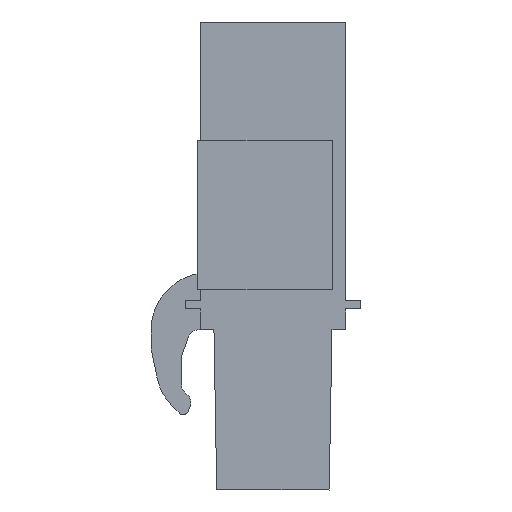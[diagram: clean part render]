
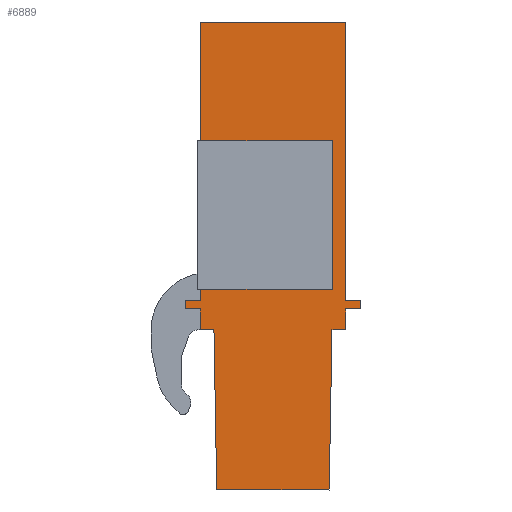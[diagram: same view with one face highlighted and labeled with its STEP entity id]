
A CAD part, left-side view. The second image highlights one B-rep face of the part: STEP entity #6889.
In plain terms, the highlighted planar face has unit normal (-1, 0, 0).
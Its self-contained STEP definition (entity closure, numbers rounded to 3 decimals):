
#6806=AXIS2_PLACEMENT_3D('Plane Axis2P3D',#6803,#6804,#6805) ;
#56=CARTESIAN_POINT('Vertex',(1.,0.8,24.55)) ;
#59=CARTESIAN_POINT('Line Origine',(1.,0.8,17.25)) ;
#63=CARTESIAN_POINT('Vertex',(1.,0.8,9.95)) ;
#6207=CARTESIAN_POINT('Vertex',(1.,1.66,0.)) ;
#6210=CARTESIAN_POINT('Line Origine',(1.,4.61,0.)) ;
#6214=CARTESIAN_POINT('Vertex',(1.,7.56,0.)) ;
#6274=CARTESIAN_POINT('Line Origine',(1.,7.633,4.2)) ;
#6278=CARTESIAN_POINT('Vertex',(1.,7.707,8.4)) ;
#6298=CARTESIAN_POINT('Line Origine',(1.,8.063,8.4)) ;
#6302=CARTESIAN_POINT('Vertex',(1.,8.42,8.4)) ;
#6386=CARTESIAN_POINT('Line Origine',(1.,8.42,8.95)) ;
#6390=CARTESIAN_POINT('Vertex',(1.,8.42,9.5)) ;
#6462=CARTESIAN_POINT('Line Origine',(1.,8.82,9.5)) ;
#6466=CARTESIAN_POINT('Vertex',(1.,9.22,9.5)) ;
#6538=CARTESIAN_POINT('Line Origine',(1.,9.22,9.725)) ;
#6542=CARTESIAN_POINT('Vertex',(1.,9.22,9.95)) ;
#6613=CARTESIAN_POINT('Vertex',(1.,0.,9.5)) ;
#6616=CARTESIAN_POINT('Line Origine',(1.,0.4,9.5)) ;
#6620=CARTESIAN_POINT('Vertex',(1.,0.8,9.5)) ;
#6635=CARTESIAN_POINT('Line Origine',(1.,0.8,8.95)) ;
#6639=CARTESIAN_POINT('Vertex',(1.,0.8,8.4)) ;
#6654=CARTESIAN_POINT('Line Origine',(1.,1.157,8.4)) ;
#6658=CARTESIAN_POINT('Vertex',(1.,1.513,8.4)) ;
#6678=CARTESIAN_POINT('Line Origine',(1.,1.587,4.2)) ;
#6803=CARTESIAN_POINT('Axis2P3D Location',(1.,0.,0.)) ;
#6808=CARTESIAN_POINT('Line Origine',(1.,8.42,10.488)) ;
#6812=CARTESIAN_POINT('Vertex',(1.,8.42,11.025)) ;
#6814=CARTESIAN_POINT('Vertex',(1.,8.42,9.95)) ;
#6817=CARTESIAN_POINT('Line Origine',(1.,8.82,9.95)) ;
#6822=CARTESIAN_POINT('Line Origine',(1.,0.,9.725)) ;
#6826=CARTESIAN_POINT('Vertex',(1.,0.,9.95)) ;
#6829=CARTESIAN_POINT('Line Origine',(1.,0.4,9.95)) ;
#6834=CARTESIAN_POINT('Line Origine',(1.,4.61,24.55)) ;
#6838=CARTESIAN_POINT('Vertex',(1.,8.42,24.55)) ;
#6841=CARTESIAN_POINT('Line Origine',(1.,8.42,21.188)) ;
#6845=CARTESIAN_POINT('Vertex',(1.,8.42,17.825)) ;
#6848=CARTESIAN_POINT('Line Origine',(1.,4.96,17.825)) ;
#6852=CARTESIAN_POINT('Vertex',(1.,1.5,17.825)) ;
#6855=CARTESIAN_POINT('Line Origine',(1.,1.5,14.425)) ;
#6859=CARTESIAN_POINT('Vertex',(1.,1.5,11.025)) ;
#6862=CARTESIAN_POINT('Line Origine',(1.,4.96,11.025)) ;
#60=DIRECTION('Vector Direction',(0.,0.,-1.)) ;
#6211=DIRECTION('Vector Direction',(0.,1.,0.)) ;
#6275=DIRECTION('Vector Direction',(0.,0.017,1.)) ;
#6299=DIRECTION('Vector Direction',(0.,1.,0.)) ;
#6387=DIRECTION('Vector Direction',(0.,0.,1.)) ;
#6463=DIRECTION('Vector Direction',(0.,1.,0.)) ;
#6539=DIRECTION('Vector Direction',(0.,0.,1.)) ;
#6617=DIRECTION('Vector Direction',(0.,1.,0.)) ;
#6636=DIRECTION('Vector Direction',(0.,0.,-1.)) ;
#6655=DIRECTION('Vector Direction',(0.,1.,0.)) ;
#6679=DIRECTION('Vector Direction',(0.,0.017,-1.)) ;
#6804=DIRECTION('Axis2P3D Direction',(-1.,0.,0.)) ;
#6805=DIRECTION('Axis2P3D XDirection',(0.,0.,1.)) ;
#6809=DIRECTION('Vector Direction',(0.,0.,1.)) ;
#6818=DIRECTION('Vector Direction',(0.,-1.,0.)) ;
#6823=DIRECTION('Vector Direction',(0.,0.,-1.)) ;
#6830=DIRECTION('Vector Direction',(0.,-1.,0.)) ;
#6835=DIRECTION('Vector Direction',(0.,-1.,0.)) ;
#6842=DIRECTION('Vector Direction',(0.,0.,1.)) ;
#6849=DIRECTION('Vector Direction',(0.,1.,0.)) ;
#6856=DIRECTION('Vector Direction',(0.,0.,-1.)) ;
#6863=DIRECTION('Vector Direction',(0.,1.,0.)) ;
#61=VECTOR('Line Direction',#60,1.) ;
#6212=VECTOR('Line Direction',#6211,1.) ;
#6276=VECTOR('Line Direction',#6275,1.) ;
#6300=VECTOR('Line Direction',#6299,1.) ;
#6388=VECTOR('Line Direction',#6387,1.) ;
#6464=VECTOR('Line Direction',#6463,1.) ;
#6540=VECTOR('Line Direction',#6539,1.) ;
#6618=VECTOR('Line Direction',#6617,1.) ;
#6637=VECTOR('Line Direction',#6636,1.) ;
#6656=VECTOR('Line Direction',#6655,1.) ;
#6680=VECTOR('Line Direction',#6679,1.) ;
#6810=VECTOR('Line Direction',#6809,1.) ;
#6819=VECTOR('Line Direction',#6818,1.) ;
#6824=VECTOR('Line Direction',#6823,1.) ;
#6831=VECTOR('Line Direction',#6830,1.) ;
#6836=VECTOR('Line Direction',#6835,1.) ;
#6843=VECTOR('Line Direction',#6842,1.) ;
#6850=VECTOR('Line Direction',#6849,1.) ;
#6857=VECTOR('Line Direction',#6856,1.) ;
#6864=VECTOR('Line Direction',#6863,1.) ;
#6868=ORIENTED_EDGE('',*,*,#6816,.T.) ;
#6869=ORIENTED_EDGE('',*,*,#6821,.T.) ;
#6870=ORIENTED_EDGE('',*,*,#6544,.T.) ;
#6871=ORIENTED_EDGE('',*,*,#6468,.T.) ;
#6872=ORIENTED_EDGE('',*,*,#6392,.T.) ;
#6873=ORIENTED_EDGE('',*,*,#6304,.T.) ;
#6874=ORIENTED_EDGE('',*,*,#6280,.T.) ;
#6875=ORIENTED_EDGE('',*,*,#6216,.T.) ;
#6876=ORIENTED_EDGE('',*,*,#6682,.T.) ;
#6877=ORIENTED_EDGE('',*,*,#6660,.T.) ;
#6878=ORIENTED_EDGE('',*,*,#6641,.T.) ;
#6879=ORIENTED_EDGE('',*,*,#6622,.T.) ;
#6880=ORIENTED_EDGE('',*,*,#6828,.T.) ;
#6881=ORIENTED_EDGE('',*,*,#6833,.T.) ;
#6882=ORIENTED_EDGE('',*,*,#65,.T.) ;
#6883=ORIENTED_EDGE('',*,*,#6840,.T.) ;
#6884=ORIENTED_EDGE('',*,*,#6847,.T.) ;
#6885=ORIENTED_EDGE('',*,*,#6854,.F.) ;
#6886=ORIENTED_EDGE('',*,*,#6861,.F.) ;
#6887=ORIENTED_EDGE('',*,*,#6866,.T.) ;
#6889=ADVANCED_FACE('_BLC 5.08/10BR OR 1649450000',(#6888),#6807,.T.) ;
#65=EDGE_CURVE('',#64,#57,#62,.F.) ;
#6216=EDGE_CURVE('',#6215,#6208,#6213,.F.) ;
#6280=EDGE_CURVE('',#6279,#6215,#6277,.F.) ;
#6304=EDGE_CURVE('',#6303,#6279,#6301,.F.) ;
#6392=EDGE_CURVE('',#6391,#6303,#6389,.F.) ;
#6468=EDGE_CURVE('',#6467,#6391,#6465,.F.) ;
#6544=EDGE_CURVE('',#6543,#6467,#6541,.F.) ;
#6622=EDGE_CURVE('',#6621,#6614,#6619,.F.) ;
#6641=EDGE_CURVE('',#6640,#6621,#6638,.F.) ;
#6660=EDGE_CURVE('',#6659,#6640,#6657,.F.) ;
#6682=EDGE_CURVE('',#6208,#6659,#6681,.F.) ;
#6816=EDGE_CURVE('',#6813,#6815,#6811,.F.) ;
#6821=EDGE_CURVE('',#6815,#6543,#6820,.F.) ;
#6828=EDGE_CURVE('',#6614,#6827,#6825,.F.) ;
#6833=EDGE_CURVE('',#6827,#64,#6832,.F.) ;
#6840=EDGE_CURVE('',#57,#6839,#6837,.F.) ;
#6847=EDGE_CURVE('',#6839,#6846,#6844,.F.) ;
#6854=EDGE_CURVE('',#6853,#6846,#6851,.T.) ;
#6861=EDGE_CURVE('',#6860,#6853,#6858,.F.) ;
#6866=EDGE_CURVE('',#6860,#6813,#6865,.T.) ;
#6867=EDGE_LOOP('',(#6868,#6869,#6870,#6871,#6872,#6873,#6874,#6875,#6876,#6877,#6878,#6879,#6880,#6881,#6882,#6883,#6884,#6885,#6886,#6887)) ;
#6888=FACE_OUTER_BOUND('',#6867,.T.) ;
#62=LINE('Line',#59,#61) ;
#6213=LINE('Line',#6210,#6212) ;
#6277=LINE('Line',#6274,#6276) ;
#6301=LINE('Line',#6298,#6300) ;
#6389=LINE('Line',#6386,#6388) ;
#6465=LINE('Line',#6462,#6464) ;
#6541=LINE('Line',#6538,#6540) ;
#6619=LINE('Line',#6616,#6618) ;
#6638=LINE('Line',#6635,#6637) ;
#6657=LINE('Line',#6654,#6656) ;
#6681=LINE('Line',#6678,#6680) ;
#6811=LINE('Line',#6808,#6810) ;
#6820=LINE('Line',#6817,#6819) ;
#6825=LINE('Line',#6822,#6824) ;
#6832=LINE('Line',#6829,#6831) ;
#6837=LINE('Line',#6834,#6836) ;
#6844=LINE('Line',#6841,#6843) ;
#6851=LINE('Line',#6848,#6850) ;
#6858=LINE('Line',#6855,#6857) ;
#6865=LINE('Line',#6862,#6864) ;
#6807=PLANE('',#6806) ;
#57=VERTEX_POINT('',#56) ;
#64=VERTEX_POINT('',#63) ;
#6208=VERTEX_POINT('',#6207) ;
#6215=VERTEX_POINT('',#6214) ;
#6279=VERTEX_POINT('',#6278) ;
#6303=VERTEX_POINT('',#6302) ;
#6391=VERTEX_POINT('',#6390) ;
#6467=VERTEX_POINT('',#6466) ;
#6543=VERTEX_POINT('',#6542) ;
#6614=VERTEX_POINT('',#6613) ;
#6621=VERTEX_POINT('',#6620) ;
#6640=VERTEX_POINT('',#6639) ;
#6659=VERTEX_POINT('',#6658) ;
#6813=VERTEX_POINT('',#6812) ;
#6815=VERTEX_POINT('',#6814) ;
#6827=VERTEX_POINT('',#6826) ;
#6839=VERTEX_POINT('',#6838) ;
#6846=VERTEX_POINT('',#6845) ;
#6853=VERTEX_POINT('',#6852) ;
#6860=VERTEX_POINT('',#6859) ;
